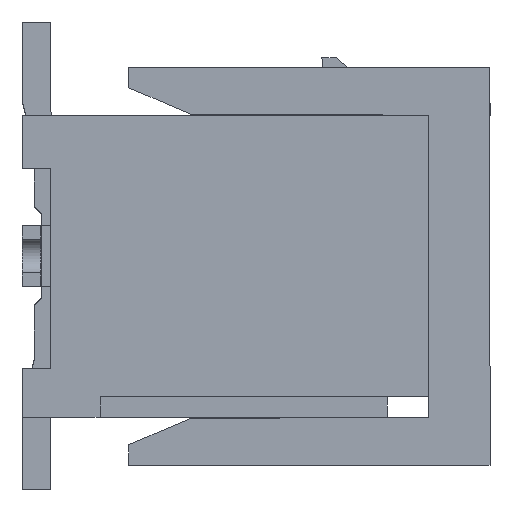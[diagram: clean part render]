
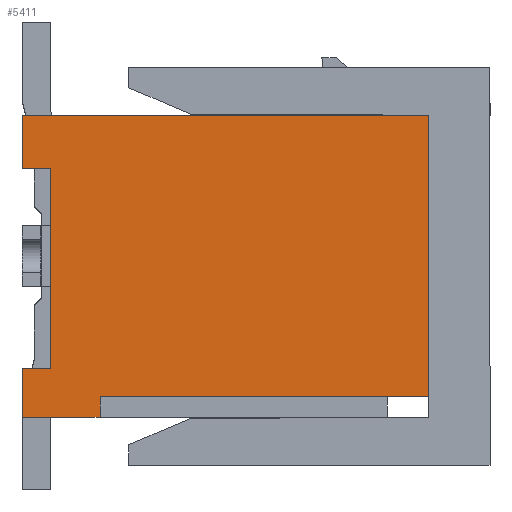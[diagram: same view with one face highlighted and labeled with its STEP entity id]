
A CAD part, left-side view. The second image highlights one B-rep face of the part: STEP entity #5411.
In plain terms, the highlighted planar face has unit normal (-1, 0, 0).
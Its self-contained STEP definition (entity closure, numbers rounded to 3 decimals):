
#571=ORIENTED_EDGE('',*,*,#1982,.F.);
#572=ORIENTED_EDGE('',*,*,#1980,.F.);
#573=ORIENTED_EDGE('',*,*,#2076,.F.);
#574=ORIENTED_EDGE('',*,*,#2077,.F.);
#575=ORIENTED_EDGE('',*,*,#2065,.T.);
#576=ORIENTED_EDGE('',*,*,#1756,.T.);
#577=ORIENTED_EDGE('',*,*,#2078,.T.);
#578=ORIENTED_EDGE('',*,*,#1948,.F.);
#579=ORIENTED_EDGE('',*,*,#1952,.F.);
#580=ORIENTED_EDGE('',*,*,#1893,.F.);
#1756=EDGE_CURVE('',#2545,#2544,#3066,.T.);
#1893=EDGE_CURVE('',#2669,#2670,#3195,.T.);
#1948=EDGE_CURVE('',#2719,#2720,#3250,.T.);
#1952=EDGE_CURVE('',#2670,#2719,#3254,.T.);
#1980=EDGE_CURVE('',#2743,#2737,#3282,.T.);
#1982=EDGE_CURVE('',#2737,#2669,#3283,.T.);
#2065=EDGE_CURVE('',#2804,#2545,#3366,.T.);
#2076=EDGE_CURVE('',#2809,#2743,#3377,.T.);
#2077=EDGE_CURVE('',#2804,#2809,#3378,.T.);
#2078=EDGE_CURVE('',#2544,#2720,#3379,.T.);
#2544=VERTEX_POINT('',#7705);
#2545=VERTEX_POINT('',#7707);
#2669=VERTEX_POINT('',#7982);
#2670=VERTEX_POINT('',#7984);
#2719=VERTEX_POINT('',#8093);
#2720=VERTEX_POINT('',#8095);
#2737=VERTEX_POINT('',#8143);
#2743=VERTEX_POINT('',#8155);
#2804=VERTEX_POINT('',#8310);
#2809=VERTEX_POINT('',#8328);
#3066=LINE('',#7706,#3822);
#3195=LINE('',#7983,#3951);
#3250=LINE('',#8094,#4006);
#3254=LINE('',#8101,#4010);
#3282=LINE('',#8156,#4038);
#3283=LINE('',#8159,#4039);
#3366=LINE('',#8309,#4122);
#3377=LINE('',#8329,#4133);
#3378=LINE('',#8331,#4134);
#3379=LINE('',#8332,#4135);
#3822=VECTOR('',#6257,1000.);
#3951=VECTOR('',#6432,1000.);
#4006=VECTOR('',#6499,1000.);
#4010=VECTOR('',#6505,1000.);
#4038=VECTOR('',#6543,1000.);
#4039=VECTOR('',#6548,1000.);
#4122=VECTOR('',#6645,1000.);
#4133=VECTOR('',#6662,1000.);
#4134=VECTOR('',#6665,1000.);
#4135=VECTOR('',#6666,1000.);
#4579=EDGE_LOOP('',(#571,#572,#573,#574,#575,#576,#577,#578,#579,#580));
#4877=FACE_BOUND('',#4579,.T.);
#5153=PLANE('',#5913);
#5411=ADVANCED_FACE('',(#4877),#5153,.T.);
#5913=AXIS2_PLACEMENT_3D('',#8330,#6663,#6664);
#6257=DIRECTION('',(0.,0.,1.));
#6432=DIRECTION('',(0.,0.,1.));
#6499=DIRECTION('',(0.,0.,1.));
#6505=DIRECTION('',(0.,1.,0.));
#6543=DIRECTION('',(0.,0.,1.));
#6548=DIRECTION('',(0.,-1.,0.));
#6645=DIRECTION('',(0.,-1.,0.));
#6662=DIRECTION('',(0.,1.,0.));
#6663=DIRECTION('',(-1.,0.,0.));
#6664=DIRECTION('',(0.,0.,1.));
#6665=DIRECTION('',(0.,0.,-1.));
#6666=DIRECTION('',(0.,1.,0.));
#7705=CARTESIAN_POINT('',(-6.35,-4.95,3.68));
#7706=CARTESIAN_POINT('',(-6.35,-4.95,-3.68));
#7707=CARTESIAN_POINT('',(-6.35,-4.95,-3.18));
#7982=CARTESIAN_POINT('',(-6.35,4.25,-2.48));
#7983=CARTESIAN_POINT('',(-6.35,4.25,-2.48));
#7984=CARTESIAN_POINT('',(-6.35,4.25,2.37));
#8093=CARTESIAN_POINT('',(-6.35,4.95,2.37));
#8094=CARTESIAN_POINT('',(-6.35,4.95,-3.68));
#8095=CARTESIAN_POINT('',(-6.35,4.95,3.68));
#8101=CARTESIAN_POINT('',(-6.35,4.25,2.37));
#8143=CARTESIAN_POINT('',(-6.35,4.95,-2.48));
#8155=CARTESIAN_POINT('',(-6.35,4.95,-3.68));
#8156=CARTESIAN_POINT('',(-6.35,4.95,-3.68));
#8159=CARTESIAN_POINT('',(-6.35,4.95,-2.48));
#8309=CARTESIAN_POINT('',(-6.35,-4.95,-3.18));
#8310=CARTESIAN_POINT('',(-6.35,3.05,-3.18));
#8328=CARTESIAN_POINT('',(-6.35,3.05,-3.68));
#8329=CARTESIAN_POINT('',(-6.35,-4.95,-3.68));
#8330=CARTESIAN_POINT('',(-6.35,-4.95,-3.68));
#8331=CARTESIAN_POINT('',(-6.35,3.05,-3.18));
#8332=CARTESIAN_POINT('',(-6.35,-4.95,3.68));
